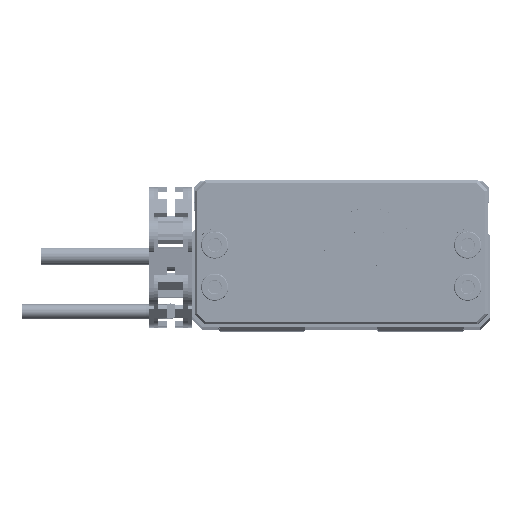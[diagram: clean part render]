
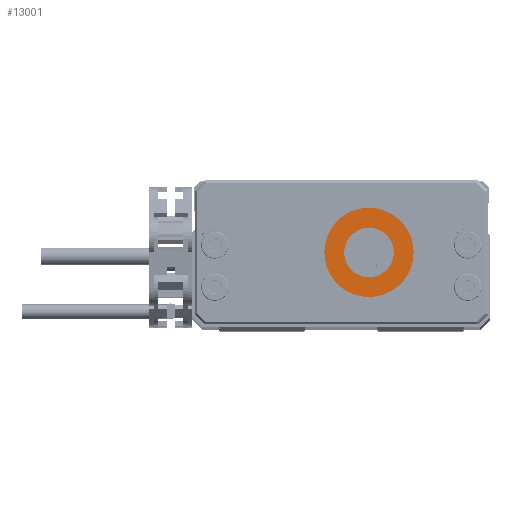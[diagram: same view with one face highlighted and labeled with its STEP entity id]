
A CAD part, top view. The second image highlights one B-rep face of the part: STEP entity #13001.
In plain terms, the highlighted planar face has unit normal (0, 0, 1).
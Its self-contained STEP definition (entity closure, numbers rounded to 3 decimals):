
#545 = DIRECTION ( 'NONE',  ( 1., 0., 0. ) ) ;
#1913 = VERTEX_POINT ( 'NONE', #47228 ) ;
#4091 = DIRECTION ( 'NONE',  ( 0., 0., 1. ) ) ;
#4370 = DIRECTION ( 'NONE',  ( 0., 0., 1. ) ) ;
#5416 = DIRECTION ( 'NONE',  ( 0., 0., 1. ) ) ;
#6708 = DIRECTION ( 'NONE',  ( 1., 0., 0. ) ) ;
#9583 = CARTESIAN_POINT ( 'NONE',  ( 35.1, -14.5, 8. ) ) ;
#11593 = EDGE_CURVE ( 'NONE', #58210, #16174, #39558, .T. ) ;
#12610 = CARTESIAN_POINT ( 'NONE',  ( 40.1, -14.5, 8. ) ) ;
#13001 = ADVANCED_FACE ( 'NONE', ( #35702, #51667 ), #62096, .T. ) ;
#13177 = CARTESIAN_POINT ( 'NONE',  ( 35.1, -14.5, 8. ) ) ;
#14343 = VERTEX_POINT ( 'NONE', #47186 ) ;
#15472 = DIRECTION ( 'NONE',  ( 1., 0., 0. ) ) ;
#16174 = VERTEX_POINT ( 'NONE', #12610 ) ;
#16384 = CIRCLE ( 'NONE', #47448, 5. ) ;
#16803 = CARTESIAN_POINT ( 'NONE',  ( 35.1, -14.5, 8. ) ) ;
#18596 = CIRCLE ( 'NONE', #57414, 9. ) ;
#20179 = ORIENTED_EDGE ( 'NONE', *, *, #11593, .T. ) ;
#23962 = DIRECTION ( 'NONE',  ( 0., 0., -1. ) ) ;
#25930 = CARTESIAN_POINT ( 'NONE',  ( 35.1, -14.5, 8. ) ) ;
#28256 = DIRECTION ( 'NONE',  ( 0., 0., -1. ) ) ;
#29766 = ORIENTED_EDGE ( 'NONE', *, *, #42124, .T. ) ;
#30157 = CARTESIAN_POINT ( 'NONE',  ( 35.1, -14.5, 8. ) ) ;
#32978 = AXIS2_PLACEMENT_3D ( 'NONE', #30157, #4091, #56205 ) ;
#35702 = FACE_OUTER_BOUND ( 'NONE', #59668, .T. ) ;
#35729 = DIRECTION ( 'NONE',  ( 1., 0., 0. ) ) ;
#36098 = CIRCLE ( 'NONE', #51612, 9. ) ;
#38870 = CARTESIAN_POINT ( 'NONE',  ( 30.1, -14.5, 8. ) ) ;
#39558 = CIRCLE ( 'NONE', #51779, 5. ) ;
#39570 = EDGE_CURVE ( 'NONE', #1913, #14343, #36098, .T. ) ;
#42124 = EDGE_CURVE ( 'NONE', #14343, #1913, #18596, .T. ) ;
#43878 = EDGE_LOOP ( 'NONE', ( #59125, #20179 ) ) ;
#47186 = CARTESIAN_POINT ( 'NONE',  ( 44.1, -14.5, 8. ) ) ;
#47228 = CARTESIAN_POINT ( 'NONE',  ( 26.1, -14.5, 8. ) ) ;
#47448 = AXIS2_PLACEMENT_3D ( 'NONE', #16803, #28256, #6708 ) ;
#51612 = AXIS2_PLACEMENT_3D ( 'NONE', #25930, #5416, #545 ) ;
#51667 = FACE_BOUND ( 'NONE', #43878, .T. ) ;
#51779 = AXIS2_PLACEMENT_3D ( 'NONE', #13177, #23962, #35729 ) ;
#56205 = DIRECTION ( 'NONE',  ( 1., 0., 0. ) ) ;
#57414 = AXIS2_PLACEMENT_3D ( 'NONE', #9583, #4370, #15472 ) ;
#58210 = VERTEX_POINT ( 'NONE', #38870 ) ;
#59125 = ORIENTED_EDGE ( 'NONE', *, *, #67388, .T. ) ;
#59668 = EDGE_LOOP ( 'NONE', ( #29766, #68494 ) ) ;
#62096 = PLANE ( 'NONE',  #32978 ) ;
#67388 = EDGE_CURVE ( 'NONE', #16174, #58210, #16384, .T. ) ;
#68494 = ORIENTED_EDGE ( 'NONE', *, *, #39570, .T. ) ;
